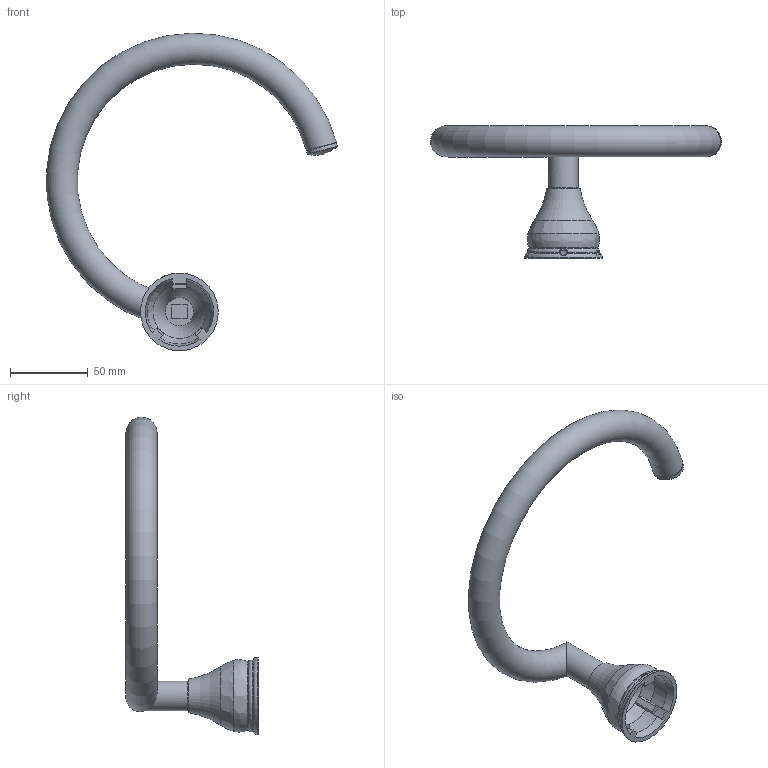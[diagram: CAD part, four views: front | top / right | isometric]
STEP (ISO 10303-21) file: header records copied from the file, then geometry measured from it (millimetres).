
FILE_DESCRIPTION(/* description */ (''),/* implementation_level */ '2;1');
FILE_NAME(/* name */ '53090.stp',/* time_stamp */ '2019-12-09T18:14:03+08:00',/* author */ (''),/* organization */ (''),/* preprocessor_version */ 'ST-DEVELOPER v16',/* originating_system */ 'SIEMENS PLM Software NX 10.0',/* authorisation */ '');
FILE_SCHEMA (('AP203_CONFIGURATION_CONTROLLED_3D_DESIGN_OF_MECHANICAL_PARTS_AND_ASSEMBLIES_MIM_LF { 1 0 10303 403 2 1 2}'));
Length unit declared in the file: millimetre
Products named in the file (1): Admi318CFAC88m6v
Bounding box: 187.19 x 85.05 x 204.31 mm (x, y, z)
Volume: 138504.9 mm3; surface area: 38795.3 mm2
Topology: 3 solids, 3 shells, 78 faces, 204 edges, 133 vertices
Faces by surface type: plane 25, cylinder 21, torus 13, bspline 13, cone 5, sphere 1
Full cylindrical faces by diameter (mm): 19 x1, 20 x1, 50 x1
Entity records: 5301 total; most frequent: CARTESIAN_POINT 3571, ORIENTED_EDGE 358, DIRECTION 278, EDGE_CURVE 179, VERTEX_POINT 125, AXIS2_PLACEMENT_3D 113, EDGE_LOOP 98, B_SPLINE_CURVE_WITH_KNOTS 80
